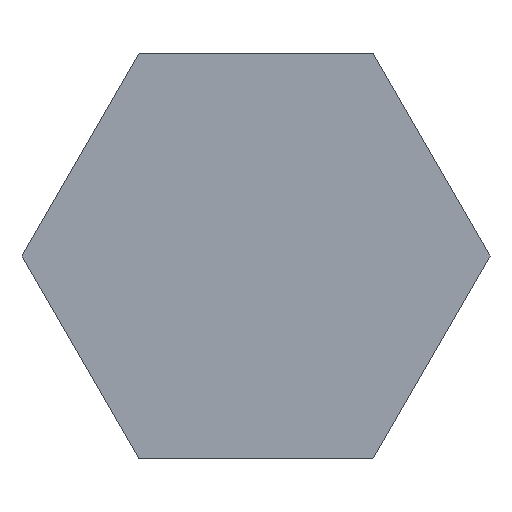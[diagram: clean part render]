
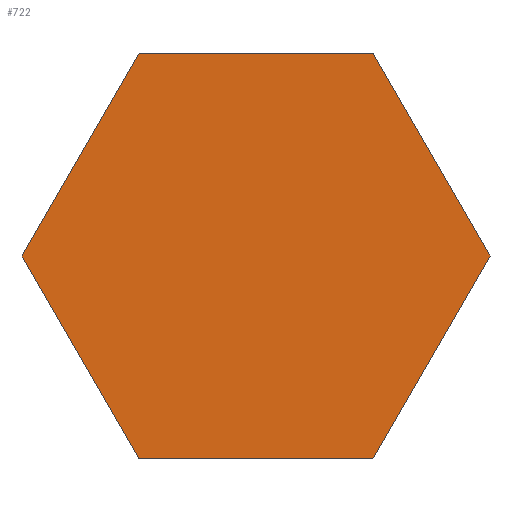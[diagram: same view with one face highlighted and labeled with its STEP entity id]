
A CAD part, front view. The second image highlights one B-rep face of the part: STEP entity #722.
In plain terms, the highlighted planar face has unit normal (0, -1, 0).
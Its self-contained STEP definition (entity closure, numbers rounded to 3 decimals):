
#43 = DIRECTION ( 'NONE',  ( -0.5, 0., 0.866 ) ) ;
#390 = AXIS2_PLACEMENT_3D ( 'NONE', #4231, #990, #3318 ) ;
#487 = EDGE_LOOP ( 'NONE', ( #1958, #1181, #2584, #3252, #3969, #1981 ) ) ;
#722 = ADVANCED_FACE ( 'NONE', ( #3947 ), #2932, .F. ) ;
#783 = CARTESIAN_POINT ( 'NONE',  ( -3.926, 0., 0. ) ) ;
#790 = VERTEX_POINT ( 'NONE', #3554 ) ;
#810 = VERTEX_POINT ( 'NONE', #2585 ) ;
#990 = DIRECTION ( 'NONE',  ( 0., 1., 0. ) ) ;
#1031 = LINE ( 'NONE', #2350, #2754 ) ;
#1124 = CARTESIAN_POINT ( 'NONE',  ( 1.963, 0., 3.4 ) ) ;
#1129 = VERTEX_POINT ( 'NONE', #783 ) ;
#1163 = VECTOR ( 'NONE', #2136, 1000. ) ;
#1181 = ORIENTED_EDGE ( 'NONE', *, *, #1876, .F. ) ;
#1204 = DIRECTION ( 'NONE',  ( 0.5, 0., -0.866 ) ) ;
#1533 = LINE ( 'NONE', #2845, #1650 ) ;
#1539 = DIRECTION ( 'NONE',  ( 0.5, 0., 0.866 ) ) ;
#1650 = VECTOR ( 'NONE', #1204, 1000. ) ;
#1740 = VERTEX_POINT ( 'NONE', #3784 ) ;
#1853 = LINE ( 'NONE', #1897, #1924 ) ;
#1856 = EDGE_CURVE ( 'NONE', #2734, #810, #1533, .T. ) ;
#1876 = EDGE_CURVE ( 'NONE', #1740, #3043, #2525, .T. ) ;
#1897 = CARTESIAN_POINT ( 'NONE',  ( -3.926, 0., 0. ) ) ;
#1924 = VECTOR ( 'NONE', #1539, 1000. ) ;
#1958 = ORIENTED_EDGE ( 'NONE', *, *, #2056, .F. ) ;
#1981 = ORIENTED_EDGE ( 'NONE', *, *, #3092, .F. ) ;
#2018 = EDGE_CURVE ( 'NONE', #810, #1740, #1031, .T. ) ;
#2019 = CARTESIAN_POINT ( 'NONE',  ( -1.963, 0., -3.4 ) ) ;
#2056 = EDGE_CURVE ( 'NONE', #3043, #1129, #2626, .T. ) ;
#2136 = DIRECTION ( 'NONE',  ( 1., 0., 0. ) ) ;
#2195 = DIRECTION ( 'NONE',  ( -1., 0., 0. ) ) ;
#2301 = CARTESIAN_POINT ( 'NONE',  ( -1.963, 0., -3.4 ) ) ;
#2350 = CARTESIAN_POINT ( 'NONE',  ( 3.926, 0., 0. ) ) ;
#2525 = LINE ( 'NONE', #3833, #3649 ) ;
#2550 = VECTOR ( 'NONE', #43, 1000. ) ;
#2584 = ORIENTED_EDGE ( 'NONE', *, *, #2018, .F. ) ;
#2585 = CARTESIAN_POINT ( 'NONE',  ( 3.926, 0., 0. ) ) ;
#2626 = LINE ( 'NONE', #2301, #2550 ) ;
#2734 = VERTEX_POINT ( 'NONE', #1124 ) ;
#2754 = VECTOR ( 'NONE', #3017, 1000. ) ;
#2845 = CARTESIAN_POINT ( 'NONE',  ( 1.963, 0., 3.4 ) ) ;
#2932 = PLANE ( 'NONE',  #390 ) ;
#3017 = DIRECTION ( 'NONE',  ( -0.5, 0., -0.866 ) ) ;
#3043 = VERTEX_POINT ( 'NONE', #2019 ) ;
#3092 = EDGE_CURVE ( 'NONE', #1129, #790, #1853, .T. ) ;
#3252 = ORIENTED_EDGE ( 'NONE', *, *, #1856, .F. ) ;
#3318 = DIRECTION ( 'NONE',  ( 0., 0., 1. ) ) ;
#3554 = CARTESIAN_POINT ( 'NONE',  ( -1.963, 0., 3.4 ) ) ;
#3649 = VECTOR ( 'NONE', #2195, 1000. ) ;
#3673 = EDGE_CURVE ( 'NONE', #790, #2734, #3771, .T. ) ;
#3771 = LINE ( 'NONE', #4105, #1163 ) ;
#3784 = CARTESIAN_POINT ( 'NONE',  ( 1.963, 0., -3.4 ) ) ;
#3833 = CARTESIAN_POINT ( 'NONE',  ( 1.963, 0., -3.4 ) ) ;
#3947 = FACE_OUTER_BOUND ( 'NONE', #487, .T. ) ;
#3969 = ORIENTED_EDGE ( 'NONE', *, *, #3673, .F. ) ;
#4105 = CARTESIAN_POINT ( 'NONE',  ( -1.963, 0., 3.4 ) ) ;
#4231 = CARTESIAN_POINT ( 'NONE',  ( 0., 0., 0. ) ) ;
